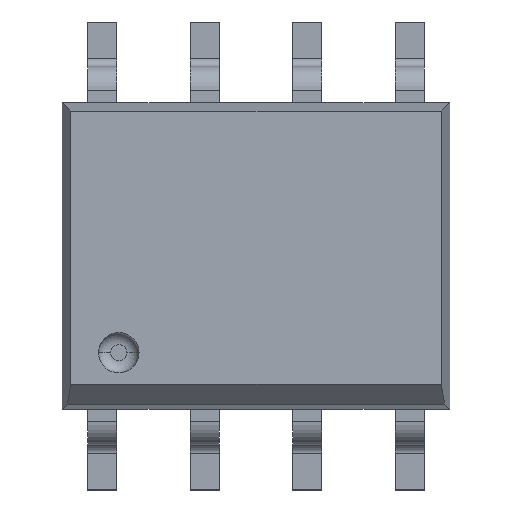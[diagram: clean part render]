
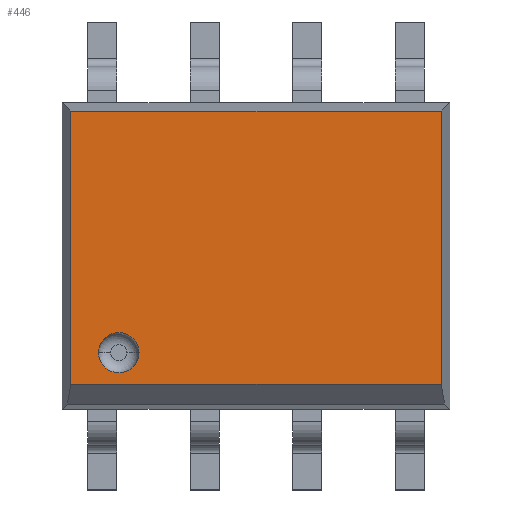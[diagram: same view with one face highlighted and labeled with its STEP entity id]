
A CAD part, top view. The second image highlights one B-rep face of the part: STEP entity #446.
In plain terms, the highlighted planar face has unit normal (0, 0, 1).
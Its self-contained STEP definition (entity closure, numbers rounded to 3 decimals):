
#35 = VERTEX_POINT ( 'NONE', #1553 ) ;
#298 = VERTEX_POINT ( 'NONE', #2223 ) ;
#303 = EDGE_CURVE ( 'NONE', #298, #35, #2248, .T. ) ;
#434 = VERTEX_POINT ( 'NONE', #2452 ) ;
#435 = ORIENTED_EDGE ( 'NONE', *, *, #436, .T. ) ;
#436 = EDGE_CURVE ( 'NONE', #434, #454, #2450, .T. ) ;
#446 = ADVANCED_FACE ( 'NONE', ( #2530, #2529 ), #2513, .F. ) ;
#447 = EDGE_LOOP ( 'NONE', ( #448, #450 ) ) ;
#448 = ORIENTED_EDGE ( 'NONE', *, *, #449, .F. ) ;
#449 = EDGE_CURVE ( 'NONE', #35, #298, #2507, .T. ) ;
#450 = ORIENTED_EDGE ( 'NONE', *, *, #303, .F. ) ;
#451 = EDGE_LOOP ( 'NONE', ( #452, #456, #459, #435 ) ) ;
#452 = ORIENTED_EDGE ( 'NONE', *, *, #453, .T. ) ;
#453 = EDGE_CURVE ( 'NONE', #454, #455, #2562, .T. ) ;
#454 = VERTEX_POINT ( 'NONE', #2558 ) ;
#455 = VERTEX_POINT ( 'NONE', #2557 ) ;
#456 = ORIENTED_EDGE ( 'NONE', *, *, #457, .T. ) ;
#457 = EDGE_CURVE ( 'NONE', #455, #458, #2556, .T. ) ;
#458 = VERTEX_POINT ( 'NONE', #2552 ) ;
#459 = ORIENTED_EDGE ( 'NONE', *, *, #514, .T. ) ;
#514 = EDGE_CURVE ( 'NONE', #458, #434, #2634, .T. ) ;
#1553 = CARTESIAN_POINT ( 'NONE',  ( -1.45, -1.2, 1.75 ) ) ;
#2223 = CARTESIAN_POINT ( 'NONE',  ( -1.95, -1.2, 1.75 ) ) ;
#2244 = DIRECTION ( 'NONE',  ( 1., 0., 0. ) ) ;
#2245 = DIRECTION ( 'NONE',  ( 0., 0., 1. ) ) ;
#2246 = CARTESIAN_POINT ( 'NONE',  ( -1.7, -1.2, 1.75 ) ) ;
#2247 = AXIS2_PLACEMENT_3D ( 'NONE', #2246, #2245, #2244 ) ;
#2248 = CIRCLE ( 'NONE', #2247, 0.25 ) ;
#2447 = DIRECTION ( 'NONE',  ( 0., -1., 0. ) ) ;
#2448 = VECTOR ( 'NONE', #2447, 1000. ) ;
#2449 = CARTESIAN_POINT ( 'NONE',  ( -2.294, -1.594, 1.75 ) ) ;
#2450 = LINE ( 'NONE', #2449, #2448 ) ;
#2452 = CARTESIAN_POINT ( 'NONE',  ( -2.294, 1.794, 1.75 ) ) ;
#2504 = DIRECTION ( 'NONE',  ( 1., 0., 0. ) ) ;
#2505 = DIRECTION ( 'NONE',  ( 0., 0., 1. ) ) ;
#2506 = AXIS2_PLACEMENT_3D ( 'NONE', #2512, #2505, #2504 ) ;
#2507 = CIRCLE ( 'NONE', #2506, 0.25 ) ;
#2508 = DIRECTION ( 'NONE',  ( -1., 0., 0. ) ) ;
#2509 = DIRECTION ( 'NONE',  ( 0., 0., -1. ) ) ;
#2510 = CARTESIAN_POINT ( 'NONE',  ( 0., 1.9, 1.75 ) ) ;
#2511 = AXIS2_PLACEMENT_3D ( 'NONE', #2510, #2509, #2508 ) ;
#2512 = CARTESIAN_POINT ( 'NONE',  ( -1.7, -1.2, 1.75 ) ) ;
#2513 = PLANE ( 'NONE',  #2511 ) ;
#2529 = FACE_OUTER_BOUND ( 'NONE', #451, .T. ) ;
#2530 = FACE_BOUND ( 'NONE', #447, .T. ) ;
#2552 = CARTESIAN_POINT ( 'NONE',  ( 2.294, 1.794, 1.75 ) ) ;
#2553 = DIRECTION ( 'NONE',  ( 0., 1., 0. ) ) ;
#2554 = VECTOR ( 'NONE', #2553, 1000. ) ;
#2555 = CARTESIAN_POINT ( 'NONE',  ( 2.294, 1.9, 1.75 ) ) ;
#2556 = LINE ( 'NONE', #2555, #2554 ) ;
#2557 = CARTESIAN_POINT ( 'NONE',  ( 2.294, -1.594, 1.75 ) ) ;
#2558 = CARTESIAN_POINT ( 'NONE',  ( -2.294, -1.594, 1.75 ) ) ;
#2559 = DIRECTION ( 'NONE',  ( 1., 0., 0. ) ) ;
#2560 = VECTOR ( 'NONE', #2559, 1000. ) ;
#2561 = CARTESIAN_POINT ( 'NONE',  ( 2.4, -1.594, 1.75 ) ) ;
#2562 = LINE ( 'NONE', #2561, #2560 ) ;
#2631 = DIRECTION ( 'NONE',  ( -1., 0., 0. ) ) ;
#2632 = VECTOR ( 'NONE', #2631, 1000. ) ;
#2633 = CARTESIAN_POINT ( 'NONE',  ( 0., 1.794, 1.75 ) ) ;
#2634 = LINE ( 'NONE', #2633, #2632 ) ;
